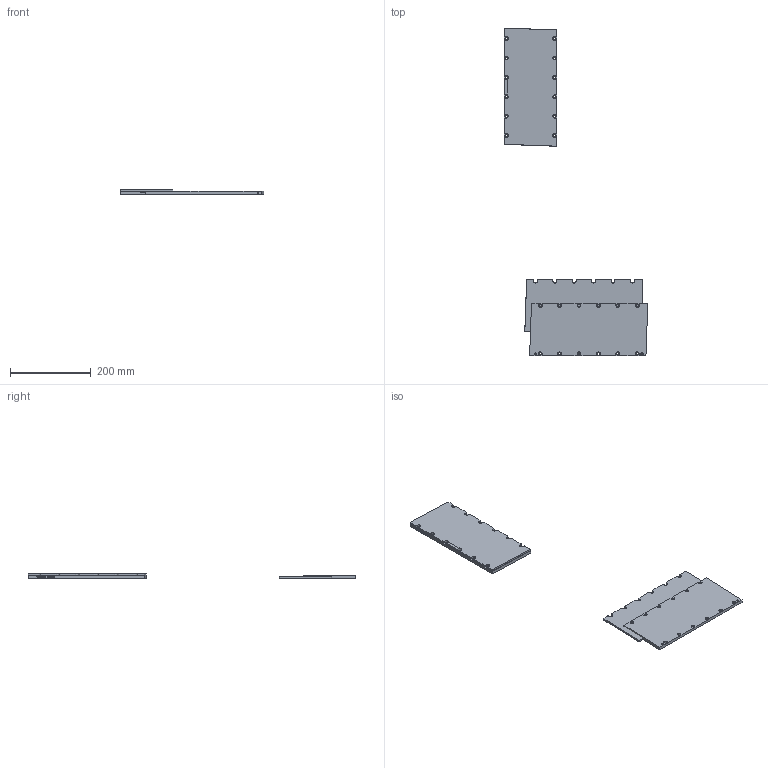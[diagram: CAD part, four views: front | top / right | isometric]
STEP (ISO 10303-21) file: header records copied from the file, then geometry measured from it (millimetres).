
FILE_DESCRIPTION( ( 'Unknown' ), '1' );
FILE_NAME( 'Magnetplate TB288 15052006.stp', 'Unknown', ( 'Unknown' ), ( 'Unknown' ), 'XStep 1.0', 'Unknown', ' ' );
FILE_SCHEMA( ( 'CONFIG_CONTROL_DESIGN' ) );
Length unit declared in the file: millimetre
Products named in the file (18): Assem1; 4022 368 10381; 4022 363 70582; Giethars 288mm; Gravering 288mm
Bounding box: 355.29 x 811.14 x 12.2 mm (x, y, z)
Volume: 1191450.2 mm3; surface area: 401981 mm2
Topology: 33 solids, 33 shells, 695 faces, 1884 edges, 1257 vertices
Faces by surface type: plane 468, cylinder 89, cone 80, extrusion 58
Full cylindrical faces by diameter (mm): 5 x3, 6 x36
Entity records: 11342 total; most frequent: CARTESIAN_POINT 3030, ORIENTED_EDGE 1648, DIRECTION 1353, EDGE_CURVE 824, VERTEX_POINT 558, VECTOR 467, AXIS2_PLACEMENT_3D 443, LINE 438
